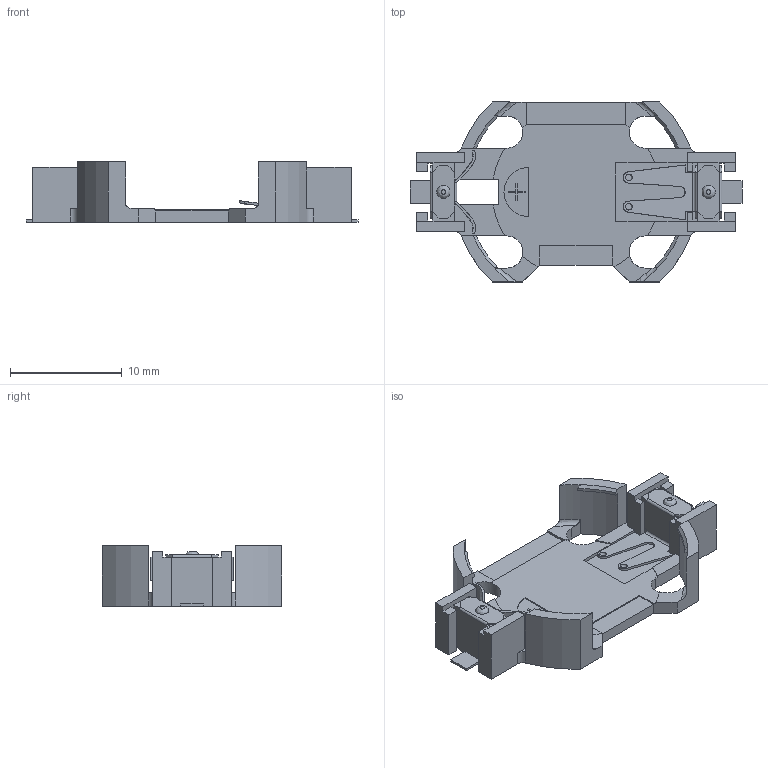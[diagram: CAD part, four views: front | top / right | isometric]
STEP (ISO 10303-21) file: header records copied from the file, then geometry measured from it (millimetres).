
FILE_DESCRIPTION(('FreeCAD Model'),'2;1');
FILE_NAME('BatHolder_SMTU2032.step','2018-03-08T16:38:43',(''),(''), 'Open CASCADE STEP processor 6.8','FreeCAD','Unknown');
FILE_SCHEMA(('AUTOMOTIVE_DESIGN_CC2 { 1 2 10303 214 -1 1 5 4 }'));
Length unit declared in the file: millimetre
Products named in the file (2): ASSEMBLY; BatHolder_SMTU2032
Assembly tree (1 placements, depth 2):
  ASSEMBLY
    BatHolder_SMTU2032
Bounding box: 29.71 x 16.1 x 5.4 mm (x, y, z)
Volume: 569.5 mm3; surface area: 1359.2 mm2
Topology: 1 solids, 1 shells, 255 faces, 703 edges, 449 vertices
Faces by surface type: plane 202, cylinder 37, extrusion 4, cone 4, torus 4, sphere 2, bspline 2
Entity records: 8199 total; most frequent: CARTESIAN_POINT 1627, ORIENTED_EDGE 1402, DIRECTION 1300, EDGE_CURVE 699, VECTOR 572, LINE 568, VERTEX_POINT 449, AXIS2_PLACEMENT_3D 364
